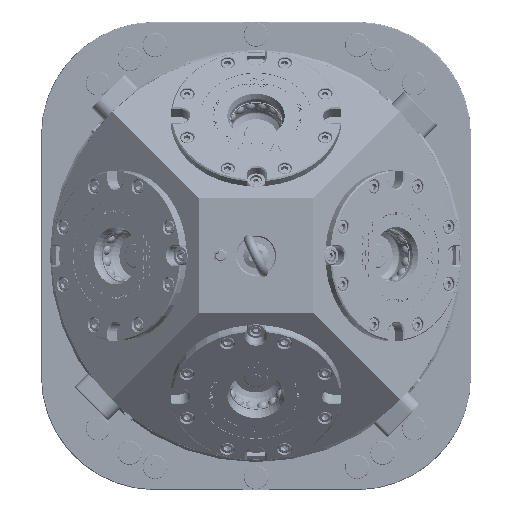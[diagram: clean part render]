
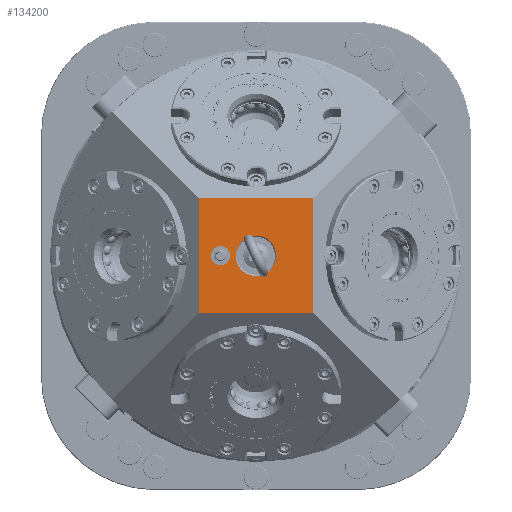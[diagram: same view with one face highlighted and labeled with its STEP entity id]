
A CAD part, top view. The second image highlights one B-rep face of the part: STEP entity #134200.
In plain terms, the highlighted planar face has unit normal (0, 0, 1).
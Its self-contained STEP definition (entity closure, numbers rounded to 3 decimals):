
#5687=PLANE('',#141508);
#6924=FACE_BOUND('',#22079,.T.);
#6925=FACE_BOUND('',#22080,.T.);
#14253=FACE_OUTER_BOUND('',#22078,.T.);
#22078=EDGE_LOOP('',(#116427,#116428,#116429,#116430));
#22079=EDGE_LOOP('',(#116431));
#22080=EDGE_LOOP('',(#116432));
#25097=CIRCLE('',#141503,16.);
#25101=CIRCLE('',#141509,7.5);
#40564=LINE('',#249831,#51081);
#40565=LINE('',#249833,#51082);
#40566=LINE('',#249835,#51083);
#40567=LINE('',#249836,#51084);
#51081=VECTOR('',#165900,10.);
#51082=VECTOR('',#165901,10.);
#51083=VECTOR('',#165902,10.);
#51084=VECTOR('',#165903,10.);
#63042=VERTEX_POINT('',#249817);
#63046=VERTEX_POINT('',#249829);
#63047=VERTEX_POINT('',#249830);
#63048=VERTEX_POINT('',#249832);
#63049=VERTEX_POINT('',#249834);
#63050=VERTEX_POINT('',#249837);
#81304=EDGE_CURVE('',#63042,#63042,#25097,.T.);
#81310=EDGE_CURVE('',#63046,#63047,#40564,.T.);
#81311=EDGE_CURVE('',#63047,#63048,#40565,.T.);
#81312=EDGE_CURVE('',#63048,#63049,#40566,.T.);
#81313=EDGE_CURVE('',#63049,#63046,#40567,.T.);
#81314=EDGE_CURVE('',#63050,#63050,#25101,.T.);
#116427=ORIENTED_EDGE('',*,*,#81310,.T.);
#116428=ORIENTED_EDGE('',*,*,#81311,.T.);
#116429=ORIENTED_EDGE('',*,*,#81312,.T.);
#116430=ORIENTED_EDGE('',*,*,#81313,.T.);
#116431=ORIENTED_EDGE('',*,*,#81314,.T.);
#116432=ORIENTED_EDGE('',*,*,#81304,.F.);
#134200=ADVANCED_FACE('',(#14253,#6924,#6925),#5687,.T.);
#141503=AXIS2_PLACEMENT_3D('',#249818,#165886,#165887);
#141508=AXIS2_PLACEMENT_3D('',#249828,#165898,#165899);
#141509=AXIS2_PLACEMENT_3D('',#249838,#165904,#165905);
#165886=DIRECTION('center_axis',(0.,0.,1.));
#165887=DIRECTION('ref_axis',(-1.,0.,0.));
#165898=DIRECTION('center_axis',(0.,0.,1.));
#165899=DIRECTION('ref_axis',(1.,0.,0.));
#165900=DIRECTION('',(1.,0.,0.));
#165901=DIRECTION('',(0.,1.,0.));
#165902=DIRECTION('',(-1.,0.,0.));
#165903=DIRECTION('',(0.,-1.,0.));
#165904=DIRECTION('center_axis',(0.,0.,-1.));
#165905=DIRECTION('ref_axis',(1.,0.,0.));
#249817=CARTESIAN_POINT('',(16.,0.,128.));
#249818=CARTESIAN_POINT('Origin',(0.,0.,
128.));
#249828=CARTESIAN_POINT('Origin',(0.,0.,128.));
#249829=CARTESIAN_POINT('',(-45.289,-45.289,128.));
#249830=CARTESIAN_POINT('',(45.289,-45.289,128.));
#249831=CARTESIAN_POINT('',(0.,-45.289,128.));
#249832=CARTESIAN_POINT('',(45.289,45.289,128.));
#249833=CARTESIAN_POINT('',(45.289,0.,128.));
#249834=CARTESIAN_POINT('',(-45.289,45.289,128.));
#249835=CARTESIAN_POINT('',(0.,45.289,128.));
#249836=CARTESIAN_POINT('',(-45.289,0.,128.));
#249837=CARTESIAN_POINT('',(-35.5,0.,128.));
#249838=CARTESIAN_POINT('Origin',(-28.,0.,128.));
